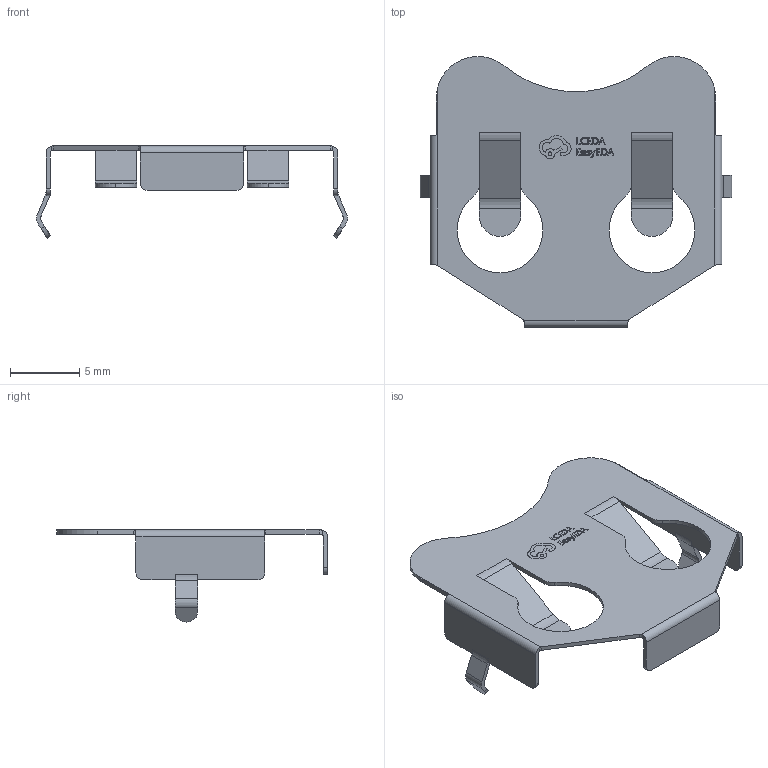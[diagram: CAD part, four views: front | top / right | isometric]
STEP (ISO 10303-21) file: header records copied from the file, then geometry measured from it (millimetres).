
FILE_DESCRIPTION (( 'STEP AP214' ), '1' );
FILE_NAME ('錨璃2.STEP', '2025-02-24T06:06:55', ( '' ), ( '' ), 'SwSTEP 2.0', 'SolidWorks 2021', '' );
FILE_SCHEMA (( 'AUTOMOTIVE_DESIGN' ));
Length unit declared in the file: millimetre
Products named in the file (1): 錨璃2
Bounding box: 22.5 x 19.6 x 6.66 mm (x, y, z)
Volume: 119.6 mm3; surface area: 852.5 mm2
Topology: 1 solids, 1 shells, 334 faces, 929 edges, 616 vertices
Faces by surface type: plane 181, bspline 98, cylinder 55
Entity records: 14953 total; most frequent: CARTESIAN_POINT 3282, ORIENTED_EDGE 1858, DIRECTION 1295, EDGE_CURVE 929, VERTEX_POINT 616, LINE 605, VECTOR 605, EDGE_LOOP 357
